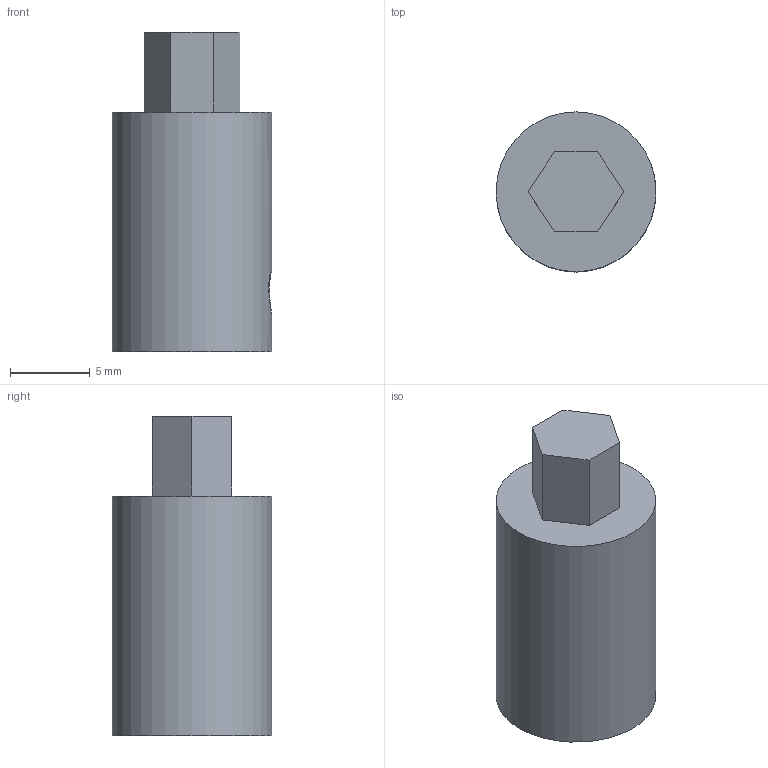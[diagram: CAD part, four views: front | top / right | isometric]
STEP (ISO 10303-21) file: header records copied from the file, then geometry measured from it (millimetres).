
FILE_DESCRIPTION(/* description */ (''),/* implementation_level */ '2;1');
FILE_NAME(/* name */ 'Sans nom v1.step',/* time_stamp */ '2022-04-28T13:02:56+01:00',/* author */ (''),/* organization */ (''),/* preprocessor_version */ 'ST-DEVELOPER v18.1',/* originating_system */ 'Autodesk Translation Framework v10.14.0.1471',/* authorisation */ '');
FILE_SCHEMA (('AUTOMOTIVE_DESIGN { 1 0 10303 214 3 1 1 }'));
Length unit declared in the file: millimetre
Products named in the file (1): Sans nom
Bounding box: 10 x 10 x 20 mm (x, y, z)
Volume: 1114.4 mm3; surface area: 866.3 mm2
Topology: 1 solids, 1 shells, 32 faces, 87 edges, 59 vertices
Faces by surface type: cylinder 17, plane 11, bspline 4
Full cylindrical faces by diameter (mm): 2.529 x2, 3.086 x3, 5 x1, 10 x1
Entity records: 1818 total; most frequent: CARTESIAN_POINT 1074, ORIENTED_EDGE 174, DIRECTION 99, EDGE_CURVE 87, VERTEX_POINT 59, B_SPLINE_CURVE_WITH_KNOTS 51, EDGE_LOOP 36, AXIS2_PLACEMENT_3D 34
